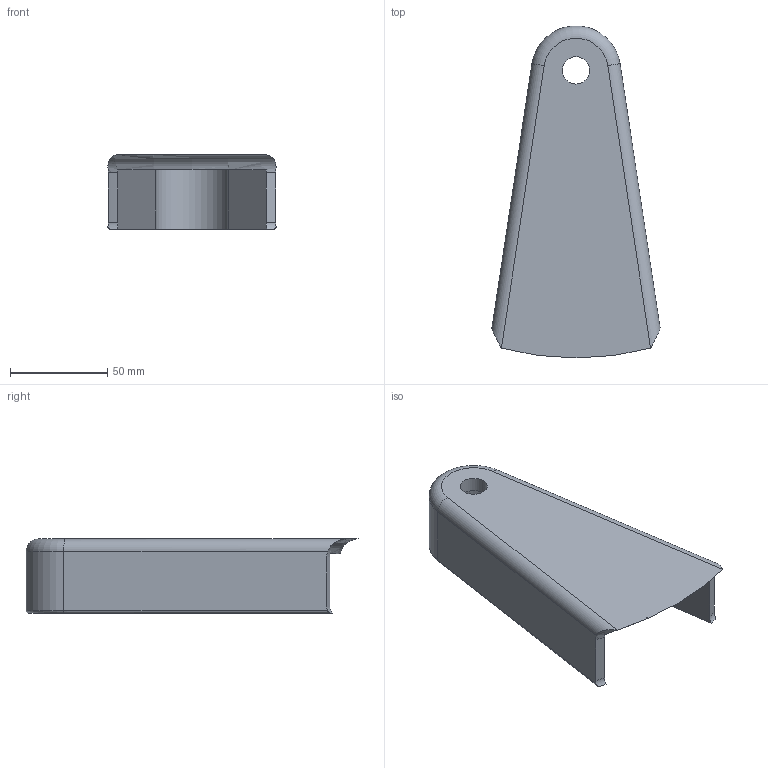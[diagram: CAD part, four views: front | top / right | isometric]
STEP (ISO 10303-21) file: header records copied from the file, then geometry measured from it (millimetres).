
FILE_DESCRIPTION(/* description */ (''),/* implementation_level */ '2;1');
FILE_NAME(/* name */ 'Strut Cover.ipt.step',/* time_stamp */ '2016-03-31T16:34:36-07:00',/* author */ ('finger_food'),/* organization */ (''),/* preprocessor_version */ 'ST-DEVELOPER v16.1',/* originating_system */ 'Autodesk Inventor 2016',/* authorisation */ '');
FILE_SCHEMA (('AUTOMOTIVE_DESIGN { 1 0 10303 214 3 1 1 }'));
Length unit declared in the file: inch
Products named in the file (1): Strut Cover
Bounding box: 86.23 x 170.35 x 38.1 mm (x, y, z)
Volume: 117027.8 mm3; surface area: 43859.2 mm2
Topology: 1 solids, 1 shells, 21 faces, 53 edges, 34 vertices
Faces by surface type: cylinder 9, plane 7, torus 5
Full cylindrical faces by diameter (mm): 14 x1
Entity records: 732 total; most frequent: CARTESIAN_POINT 204, ORIENTED_EDGE 104, DIRECTION 104, EDGE_CURVE 52, AXIS2_PLACEMENT_3D 42, VERTEX_POINT 34, EDGE_LOOP 24, FACE_OUTER_BOUND 21
